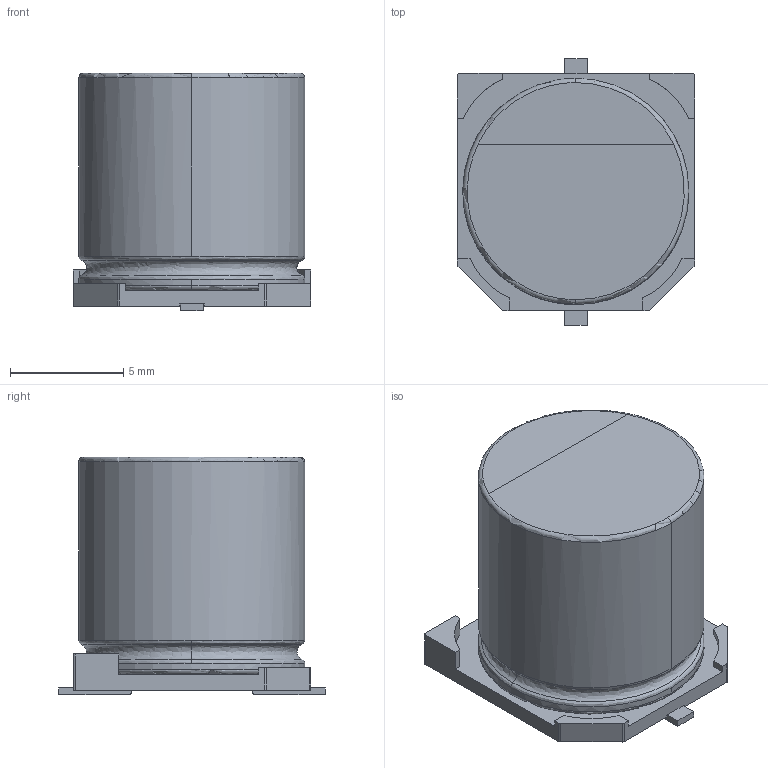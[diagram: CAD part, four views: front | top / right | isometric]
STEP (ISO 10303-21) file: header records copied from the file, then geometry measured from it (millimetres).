
FILE_DESCRIPTION (( 'STEP AP214' ), '1' );
FILE_NAME ('cap_10x10x10-1.STEP', '2017-12-25T03:25:33', ( 'Sky123.Org' ), ( 'Sky123.Org' ), 'SwSTEP 2.0', 'SolidWorks 2013', '' );
FILE_SCHEMA (( 'AUTOMOTIVE_DESIGN' ));
Length unit declared in the file: millimetre
Products named in the file (1): cap_10x10x10-1
Bounding box: 10.5 x 11.8 x 10.5 mm (x, y, z)
Surface area: 733.7 mm2 (no closed solid volume)
Topology: 0 solids, 4 shells, 73 faces, 209 edges, 138 vertices
Faces by surface type: plane 43, cylinder 20, bspline 6, torus 4
Entity records: 3336 total; most frequent: CARTESIAN_POINT 613, ORIENTED_EDGE 398, DIRECTION 382, EDGE_CURVE 209, VERTEX_POINT 138, VECTOR 136, LINE 136, AXIS2_PLACEMENT_3D 123
